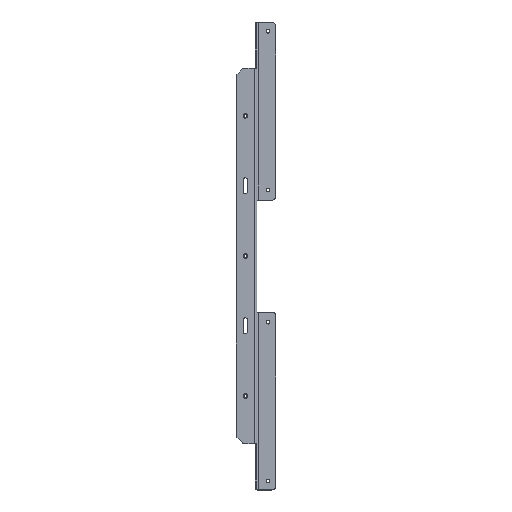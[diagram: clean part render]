
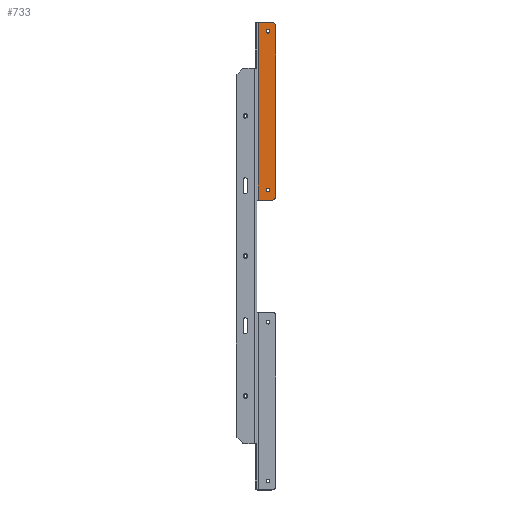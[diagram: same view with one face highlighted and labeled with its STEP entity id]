
A CAD part, top view. The second image highlights one B-rep face of the part: STEP entity #733.
In plain terms, the highlighted planar face has unit normal (0, 0, 1).
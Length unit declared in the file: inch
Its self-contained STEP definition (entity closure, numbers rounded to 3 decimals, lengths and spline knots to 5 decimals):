
#55 = LINE ( 'NONE', #2160, #2335 ) ;
#56 = LINE ( 'NONE', #325, #3425 ) ;
#58 = VECTOR ( 'NONE', #2177, 39.37008 ) ;
#77 = CARTESIAN_POINT ( 'NONE',  ( -5.8769, -17.16934, 0.07874 ) ) ;
#121 = CIRCLE ( 'NONE', #3964, 0.07874 ) ;
#263 = ORIENTED_EDGE ( 'NONE', *, *, #2221, .T. ) ;
#268 = DIRECTION ( 'NONE',  ( 0., 0., 1. ) ) ;
#325 = CARTESIAN_POINT ( 'NONE',  ( 1.22047, -17.48819, 0.07874 ) ) ;
#439 = CARTESIAN_POINT ( 'NONE',  ( -6.29921, -16.75197, 0.07874 ) ) ;
#486 = DIRECTION ( 'NONE',  ( 0., 0., 1. ) ) ;
#511 = PLANE ( 'NONE',  #2012 ) ;
#529 = CIRCLE ( 'NONE', #3324, 0.15748 ) ;
#535 = DIRECTION ( 'NONE',  ( 0., 0., -1. ) ) ;
#564 = CARTESIAN_POINT ( 'NONE',  ( -6.14173, -17.48819, 0.07874 ) ) ;
#586 = CARTESIAN_POINT ( 'NONE',  ( 1.22047, -16.75197, 0.07874 ) ) ;
#632 = CARTESIAN_POINT ( 'NONE',  ( 1.20079, -16.75197, 0.07874 ) ) ;
#645 = DIRECTION ( 'NONE',  ( -1., 0., 0. ) ) ;
#716 = EDGE_CURVE ( 'NONE', #1002, #2459, #1930, .T. ) ;
#725 = ORIENTED_EDGE ( 'NONE', *, *, #3608, .T. ) ;
#733 = ADVANCED_FACE ( 'NONE', ( #1508, #3013, #1450 ), #511, .F. ) ;
#749 = VERTEX_POINT ( 'NONE', #804 ) ;
#757 = DIRECTION ( 'NONE',  ( 1., 0., 0. ) ) ;
#793 = CARTESIAN_POINT ( 'NONE',  ( 1.04331, -17.33071, 0.07874 ) ) ;
#804 = CARTESIAN_POINT ( 'NONE',  ( 0.73727, -17.16934, 0.07874 ) ) ;
#819 = CARTESIAN_POINT ( 'NONE',  ( -5.79816, -17.16934, 0.07874 ) ) ;
#820 = VECTOR ( 'NONE', #645, 39.37008 ) ;
#838 = ORIENTED_EDGE ( 'NONE', *, *, #901, .F. ) ;
#841 = EDGE_CURVE ( 'NONE', #2835, #1162, #55, .T. ) ;
#899 = LINE ( 'NONE', #632, #58 ) ;
#901 = EDGE_CURVE ( 'NONE', #2459, #1002, #121, .T. ) ;
#935 = CARTESIAN_POINT ( 'NONE',  ( -6.14173, -17.33071, 0.07874 ) ) ;
#958 = DIRECTION ( 'NONE',  ( 0., -1., 0. ) ) ;
#966 = CARTESIAN_POINT ( 'NONE',  ( 0.89475, -17.16934, 0.07874 ) ) ;
#1002 = VERTEX_POINT ( 'NONE', #819 ) ;
#1051 = CARTESIAN_POINT ( 'NONE',  ( 1.20079, -16.75197, 0.07874 ) ) ;
#1162 = VERTEX_POINT ( 'NONE', #1544 ) ;
#1170 = EDGE_CURVE ( 'NONE', #1479, #2760, #899, .T. ) ;
#1187 = DIRECTION ( 'NONE',  ( -1., 0., 0. ) ) ;
#1282 = AXIS2_PLACEMENT_3D ( 'NONE', #793, #1696, #2620 ) ;
#1450 = FACE_OUTER_BOUND ( 'NONE', #1590, .T. ) ;
#1467 = CARTESIAN_POINT ( 'NONE',  ( 1.22047, -16.75197, 0.07874 ) ) ;
#1479 = VERTEX_POINT ( 'NONE', #2725 ) ;
#1508 = FACE_BOUND ( 'NONE', #2232, .T. ) ;
#1523 = DIRECTION ( 'NONE',  ( 0., 0., 1. ) ) ;
#1544 = CARTESIAN_POINT ( 'NONE',  ( -6.29921, -17.33071, 0.07874 ) ) ;
#1567 = EDGE_CURVE ( 'NONE', #749, #2867, #2472, .T. ) ;
#1590 = EDGE_LOOP ( 'NONE', ( #725, #3394, #2858, #3439, #2982, #263 ) ) ;
#1620 = AXIS2_PLACEMENT_3D ( 'NONE', #3762, #1523, #2156 ) ;
#1696 = DIRECTION ( 'NONE',  ( 0., 0., 1. ) ) ;
#1767 = CARTESIAN_POINT ( 'NONE',  ( -5.8769, -17.16934, 0.07874 ) ) ;
#1789 = CIRCLE ( 'NONE', #1282, 0.15748 ) ;
#1885 = EDGE_LOOP ( 'NONE', ( #4002, #838 ) ) ;
#1930 = CIRCLE ( 'NONE', #3504, 0.07874 ) ;
#1944 = AXIS2_PLACEMENT_3D ( 'NONE', #2341, #486, #3276 ) ;
#1950 = DIRECTION ( 'NONE',  ( 1., 0., 0. ) ) ;
#2012 = AXIS2_PLACEMENT_3D ( 'NONE', #1467, #535, #1187 ) ;
#2059 = DIRECTION ( 'NONE',  ( 1., 0., 0. ) ) ;
#2069 = LINE ( 'NONE', #586, #820 ) ;
#2156 = DIRECTION ( 'NONE',  ( 1., 0., 0. ) ) ;
#2160 = CARTESIAN_POINT ( 'NONE',  ( -6.29921, -16.75197, 0.07874 ) ) ;
#2176 = DIRECTION ( 'NONE',  ( 0., 0., 1. ) ) ;
#2177 = DIRECTION ( 'NONE',  ( 0., 1., 0. ) ) ;
#2197 = EDGE_CURVE ( 'NONE', #2867, #749, #3974, .T. ) ;
#2221 = EDGE_CURVE ( 'NONE', #1162, #2727, #529, .T. ) ;
#2232 = EDGE_LOOP ( 'NONE', ( #2954, #3399 ) ) ;
#2260 = DIRECTION ( 'NONE',  ( 0., 0., 1. ) ) ;
#2335 = VECTOR ( 'NONE', #958, 39.37008 ) ;
#2341 = CARTESIAN_POINT ( 'NONE',  ( 0.81601, -17.16934, 0.07874 ) ) ;
#2414 = VERTEX_POINT ( 'NONE', #3188 ) ;
#2459 = VERTEX_POINT ( 'NONE', #2944 ) ;
#2472 = CIRCLE ( 'NONE', #1944, 0.07874 ) ;
#2588 = EDGE_CURVE ( 'NONE', #2760, #2835, #2069, .T. ) ;
#2620 = DIRECTION ( 'NONE',  ( 0., 1., 0. ) ) ;
#2725 = CARTESIAN_POINT ( 'NONE',  ( 1.20079, -17.33071, 0.07874 ) ) ;
#2727 = VERTEX_POINT ( 'NONE', #564 ) ;
#2760 = VERTEX_POINT ( 'NONE', #1051 ) ;
#2808 = DIRECTION ( 'NONE',  ( 0., 1., 0. ) ) ;
#2835 = VERTEX_POINT ( 'NONE', #439 ) ;
#2858 = ORIENTED_EDGE ( 'NONE', *, *, #1170, .T. ) ;
#2867 = VERTEX_POINT ( 'NONE', #966 ) ;
#2944 = CARTESIAN_POINT ( 'NONE',  ( -5.95564, -17.16934, 0.07874 ) ) ;
#2954 = ORIENTED_EDGE ( 'NONE', *, *, #2197, .F. ) ;
#2982 = ORIENTED_EDGE ( 'NONE', *, *, #841, .T. ) ;
#3013 = FACE_BOUND ( 'NONE', #1885, .T. ) ;
#3188 = CARTESIAN_POINT ( 'NONE',  ( 1.04331, -17.48819, 0.07874 ) ) ;
#3276 = DIRECTION ( 'NONE',  ( 1., 0., 0. ) ) ;
#3324 = AXIS2_PLACEMENT_3D ( 'NONE', #935, #2176, #2808 ) ;
#3394 = ORIENTED_EDGE ( 'NONE', *, *, #3951, .T. ) ;
#3399 = ORIENTED_EDGE ( 'NONE', *, *, #1567, .F. ) ;
#3425 = VECTOR ( 'NONE', #1950, 39.37008 ) ;
#3439 = ORIENTED_EDGE ( 'NONE', *, *, #2588, .T. ) ;
#3504 = AXIS2_PLACEMENT_3D ( 'NONE', #1767, #268, #2059 ) ;
#3608 = EDGE_CURVE ( 'NONE', #2727, #2414, #56, .T. ) ;
#3762 = CARTESIAN_POINT ( 'NONE',  ( 0.81601, -17.16934, 0.07874 ) ) ;
#3951 = EDGE_CURVE ( 'NONE', #2414, #1479, #1789, .T. ) ;
#3964 = AXIS2_PLACEMENT_3D ( 'NONE', #77, #2260, #757 ) ;
#3974 = CIRCLE ( 'NONE', #1620, 0.07874 ) ;
#4002 = ORIENTED_EDGE ( 'NONE', *, *, #716, .F. ) ;
